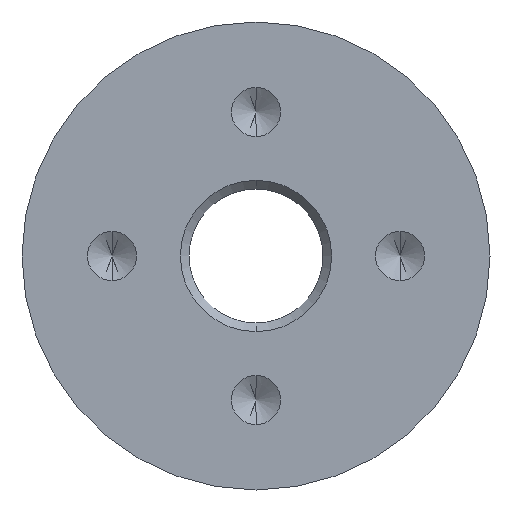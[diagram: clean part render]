
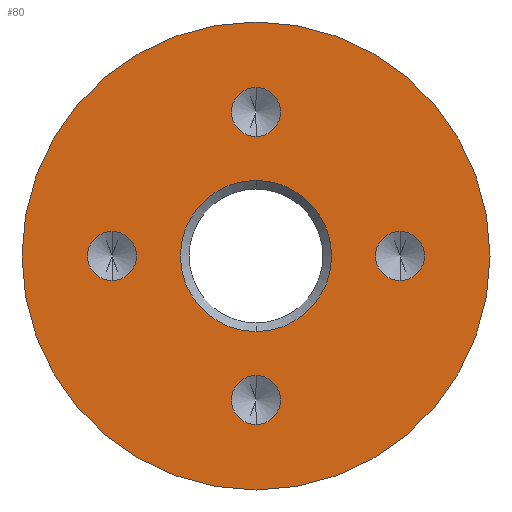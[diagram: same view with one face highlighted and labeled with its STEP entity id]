
A CAD part, front view. The second image highlights one B-rep face of the part: STEP entity #80.
In plain terms, the highlighted planar face has unit normal (0, -1, 0).
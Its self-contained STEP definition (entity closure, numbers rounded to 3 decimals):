
#80=ADVANCED_FACE('',(#167,#168,#169,#170,#171,#172),#173,.F.);
#167=FACE_BOUND('',#264,.T.);
#168=FACE_BOUND('',#265,.T.);
#169=FACE_BOUND('',#266,.T.);
#170=FACE_BOUND('',#267,.T.);
#171=FACE_BOUND('',#268,.T.);
#172=FACE_OUTER_BOUND('',#269,.T.);
#173=PLANE('',#270);
#264=EDGE_LOOP('',(#421,#422));
#265=EDGE_LOOP('',(#423,#424));
#266=EDGE_LOOP('',(#425,#426));
#267=EDGE_LOOP('',(#427,#428));
#268=EDGE_LOOP('',(#429,#430));
#269=EDGE_LOOP('',(#431,#432));
#270=AXIS2_PLACEMENT_3D('',#433,#434,#435);
#421=ORIENTED_EDGE('',*,*,#544,.T.);
#422=ORIENTED_EDGE('',*,*,#594,.T.);
#423=ORIENTED_EDGE('',*,*,#595,.F.);
#424=ORIENTED_EDGE('',*,*,#552,.F.);
#425=ORIENTED_EDGE('',*,*,#596,.F.);
#426=ORIENTED_EDGE('',*,*,#560,.F.);
#427=ORIENTED_EDGE('',*,*,#597,.F.);
#428=ORIENTED_EDGE('',*,*,#568,.F.);
#429=ORIENTED_EDGE('',*,*,#598,.F.);
#430=ORIENTED_EDGE('',*,*,#576,.F.);
#431=ORIENTED_EDGE('',*,*,#585,.T.);
#432=ORIENTED_EDGE('',*,*,#599,.T.);
#433=CARTESIAN_POINT('',(-9.3,0.,0.0));
#434=DIRECTION('',(0.0,1.0,0.0));
#435=DIRECTION('',(0.0,0.0,1.0));
#544=EDGE_CURVE('',#635,#633,#636,.T.);
#552=EDGE_CURVE('',#646,#648,#649,.T.);
#560=EDGE_CURVE('',#659,#661,#662,.T.);
#568=EDGE_CURVE('',#672,#674,#675,.T.);
#576=EDGE_CURVE('',#685,#687,#688,.T.);
#585=EDGE_CURVE('',#702,#700,#703,.T.);
#594=EDGE_CURVE('',#633,#635,#712,.T.);
#595=EDGE_CURVE('',#648,#646,#713,.T.);
#596=EDGE_CURVE('',#661,#659,#714,.T.);
#597=EDGE_CURVE('',#674,#672,#715,.T.);
#598=EDGE_CURVE('',#687,#685,#716,.T.);
#599=EDGE_CURVE('',#700,#702,#717,.T.);
#633=VERTEX_POINT('',#753);
#635=VERTEX_POINT('',#756);
#636=CIRCLE('',#757,10.5);
#646=VERTEX_POINT('',#770);
#648=VERTEX_POINT('',#773);
#649=CIRCLE('',#774,3.4);
#659=VERTEX_POINT('',#787);
#661=VERTEX_POINT('',#790);
#662=CIRCLE('',#791,3.4);
#672=VERTEX_POINT('',#804);
#674=VERTEX_POINT('',#807);
#675=CIRCLE('',#808,3.4);
#685=VERTEX_POINT('',#821);
#687=VERTEX_POINT('',#824);
#688=CIRCLE('',#825,3.4);
#700=VERTEX_POINT('',#840);
#702=VERTEX_POINT('',#843);
#703=CIRCLE('',#844,32.5);
#712=CIRCLE('',#856,10.5);
#713=CIRCLE('',#857,3.4);
#714=CIRCLE('',#858,3.4);
#715=CIRCLE('',#859,3.4);
#716=CIRCLE('',#860,3.4);
#717=CIRCLE('',#861,32.5);
#753=CARTESIAN_POINT('',(0.,0.,10.5));
#756=CARTESIAN_POINT('',(0.0,0.,-10.5));
#757=AXIS2_PLACEMENT_3D('',#894,#895,#896);
#770=CARTESIAN_POINT('',(-20.0,0.0,3.4));
#773=CARTESIAN_POINT('',(-20.0,0.0,-3.4));
#774=AXIS2_PLACEMENT_3D('',#904,#905,#906);
#787=CARTESIAN_POINT('',(20.0,0.0,3.4));
#790=CARTESIAN_POINT('',(20.0,0.0,-3.4));
#791=AXIS2_PLACEMENT_3D('',#914,#915,#916);
#804=CARTESIAN_POINT('',(0.,0.0,-16.6));
#807=CARTESIAN_POINT('',(0.0,0.0,-23.4));
#808=AXIS2_PLACEMENT_3D('',#924,#925,#926);
#821=CARTESIAN_POINT('',(0.,0.0,23.4));
#824=CARTESIAN_POINT('',(0.0,0.0,16.6));
#825=AXIS2_PLACEMENT_3D('',#934,#935,#936);
#840=CARTESIAN_POINT('',(0.,0.,32.5));
#843=CARTESIAN_POINT('',(0.0,0.,-32.5));
#844=AXIS2_PLACEMENT_3D('',#947,#948,#949);
#856=AXIS2_PLACEMENT_3D('',#959,#960,#961);
#857=AXIS2_PLACEMENT_3D('',#962,#963,#964);
#858=AXIS2_PLACEMENT_3D('',#965,#966,#967);
#859=AXIS2_PLACEMENT_3D('',#968,#969,#970);
#860=AXIS2_PLACEMENT_3D('',#971,#972,#973);
#861=AXIS2_PLACEMENT_3D('',#974,#975,#976);
#894=CARTESIAN_POINT('',(0.0,0.0,0.0));
#895=DIRECTION('',(0.0,1.0,0.0));
#896=DIRECTION('',(0.0,0.0,1.0));
#904=CARTESIAN_POINT('',(-20.0,0.0,0.0));
#905=DIRECTION('',(0.0,-1.0,-0.0));
#906=DIRECTION('',(0.0,0.0,-1.0));
#914=CARTESIAN_POINT('',(20.0,0.0,0.0));
#915=DIRECTION('',(0.0,-1.0,-0.0));
#916=DIRECTION('',(0.0,0.0,-1.0));
#924=CARTESIAN_POINT('',(0.0,0.0,-20.0));
#925=DIRECTION('',(0.0,-1.0,-0.0));
#926=DIRECTION('',(0.0,0.0,-1.0));
#934=CARTESIAN_POINT('',(0.0,0.0,20.0));
#935=DIRECTION('',(0.0,-1.0,-0.0));
#936=DIRECTION('',(0.0,0.0,-1.0));
#947=CARTESIAN_POINT('',(0.0,0.0,0.0));
#948=DIRECTION('',(0.0,-1.0,-0.0));
#949=DIRECTION('',(0.0,0.0,-1.0));
#959=CARTESIAN_POINT('',(0.0,0.0,0.0));
#960=DIRECTION('',(0.0,1.0,0.0));
#961=DIRECTION('',(0.0,0.0,1.0));
#962=CARTESIAN_POINT('',(-20.0,0.0,0.0));
#963=DIRECTION('',(0.0,-1.0,-0.0));
#964=DIRECTION('',(0.0,0.0,-1.0));
#965=CARTESIAN_POINT('',(20.0,0.0,0.0));
#966=DIRECTION('',(0.0,-1.0,-0.0));
#967=DIRECTION('',(0.0,0.0,-1.0));
#968=CARTESIAN_POINT('',(0.0,0.0,-20.0));
#969=DIRECTION('',(0.0,-1.0,-0.0));
#970=DIRECTION('',(0.0,0.0,-1.0));
#971=CARTESIAN_POINT('',(0.0,0.0,20.0));
#972=DIRECTION('',(0.0,-1.0,-0.0));
#973=DIRECTION('',(0.0,0.0,-1.0));
#974=CARTESIAN_POINT('',(0.0,0.0,0.0));
#975=DIRECTION('',(0.0,-1.0,-0.0));
#976=DIRECTION('',(0.0,0.0,-1.0));
